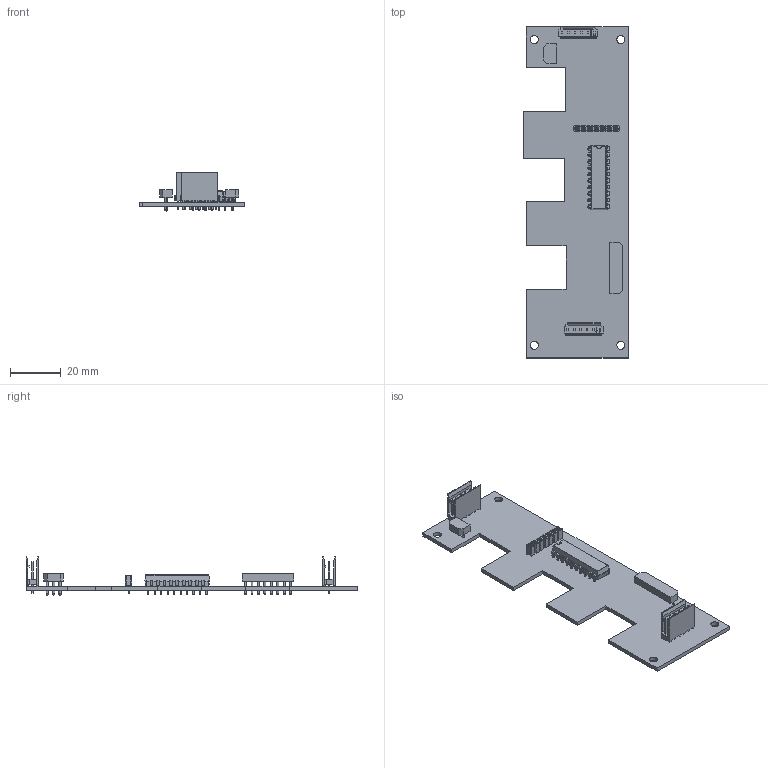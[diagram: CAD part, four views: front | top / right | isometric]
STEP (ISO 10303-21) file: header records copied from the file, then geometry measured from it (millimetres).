
FILE_DESCRIPTION(('PCB Model'),'2;1');
FILE_NAME('carte_commande.STEP', '2020-03-29T12:24:00',('xoxox'),('Unspecified'), 'Open CASCADE STEP processor 6.8','Proteus','Unknown');
FILE_SCHEMA(('AUTOMOTIVE_DESIGN { 1 0 10303 214 1 1 1 1 }'));
Length unit declared in the file: millimetre
Products named in the file (30): Open CASCADE STEP translator 6.8 1; Layer_1; CARTE_CMD2; Open CASCADE STEP translator 6.8 1.2.1; Body_1; CARTE_CMD1; Open CASCADE STEP translator 6.8 1.3.1; U_PIC; Open CASCADE STEP translator 6.8 1.4.1; MPU9520; Open CASCADE STEP translator 6.8 1.5.1; Pin_1; Pin_2; Pin_3; Pin_4; Pin_5; Pin_6; Pin_7; Pin_8; CON; Open CASCADE STEP translator 6.8 1.6.1; SERVO; Open CASCADE STEP translator 6.8 1.7.1
Assembly tree (30 placements, depth 4):
  Open CASCADE STEP translator 6.8 1
    Layer_1
    CARTE_CMD2
      Open CASCADE STEP translator 6.8 1.2.1
        Body_1
    CARTE_CMD1
      Open CASCADE STEP translator 6.8 1.3.1
        Body_1
    U_PIC
      Open CASCADE STEP translator 6.8 1.4.1
        Body_1
    MPU9520
      Open CASCADE STEP translator 6.8 1.5.1
        Body_1
        Pin_1
        Pin_2
        Pin_3
        Pin_4
        Pin_5
        Pin_6
        Pin_7
        Pin_8
    CON
      Open CASCADE STEP translator 6.8 1.6.1
        Body_1
    SERVO
      Open CASCADE STEP translator 6.8 1.7.1
        Body_1
        Pin_1
        Pin_2
        Pin_3
Bounding box: 41 x 130.3 x 14.96 mm (x, y, z)
Volume: 8998.8 mm3; surface area: 13455.5 mm2
Topology: 18 solids, 18 shells, 1340 faces, 3525 edges, 2217 vertices
Faces by surface type: plane 818, cylinder 317, cone 140, sphere 51, torus 14
Entity records: 40365 total; most frequent: CARTESIAN_POINT 6008, DIRECTION 5748, ORIENTED_EDGE 5638, EDGE_CURVE 2819, LINE 1966, VECTOR 1966, AXIS2_PLACEMENT_3D 1891, VERTEX_POINT 1795
